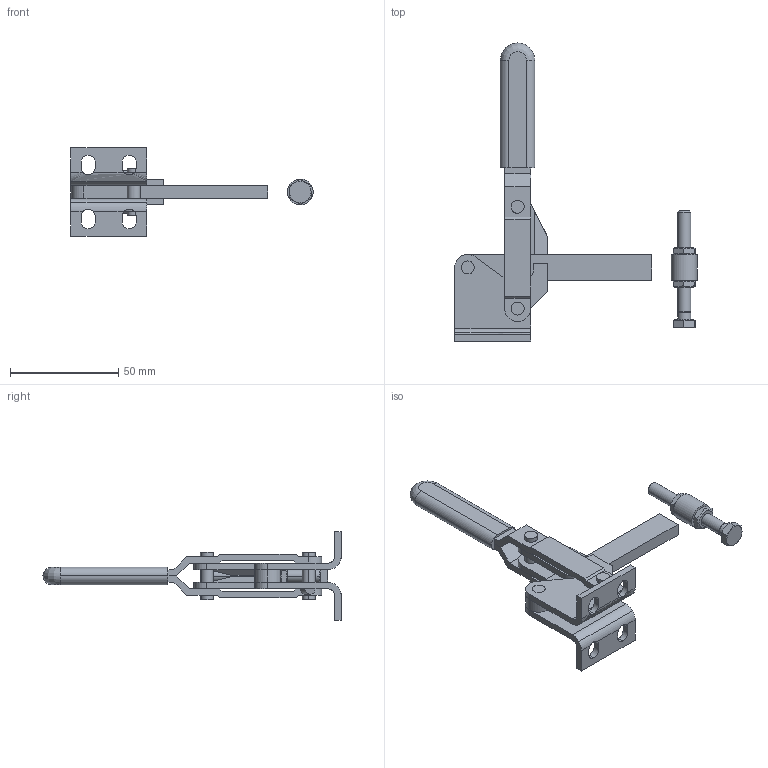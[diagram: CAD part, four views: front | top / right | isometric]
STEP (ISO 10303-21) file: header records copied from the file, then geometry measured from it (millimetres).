
FILE_DESCRIPTION((''),'2;1');
FILE_NAME('MG3B.stp','2006-07-11T16:01:34',('Matthew'),(''),'Autodesk Inventor 8','Autodesk Inventor 8','');
FILE_SCHEMA(('AUTOMOTIVE_DESIGN { 1 0 10303 214 1 1 1 1 }'));
Length unit declared in the file: millimetre
Products named in the file (7): MG3B; MG3B1; MG3B2; MG3B3; MG3B4; MG3B5; MG3B6
Assembly tree (6 placements, depth 2):
  MG3B
    MG3B1
    MG3B2
    MG3B3
    MG3B4
    MG3B5
    MG3B6
Bounding box: 111.93 x 137.76 x 41 mm (x, y, z)
Volume: 34946.6 mm3; surface area: 24350.7 mm2
Topology: 6 solids, 6 shells, 249 faces, 666 edges, 444 vertices
Faces by surface type: plane 114, cylinder 73, bspline 36, cone 26
Entity records: 8464 total; most frequent: CARTESIAN_POINT 2049, ORIENTED_EDGE 1332, DIRECTION 1292, EDGE_CURVE 666, AXIS2_PLACEMENT_3D 456, VERTEX_POINT 444, VECTOR 380, LINE 380
